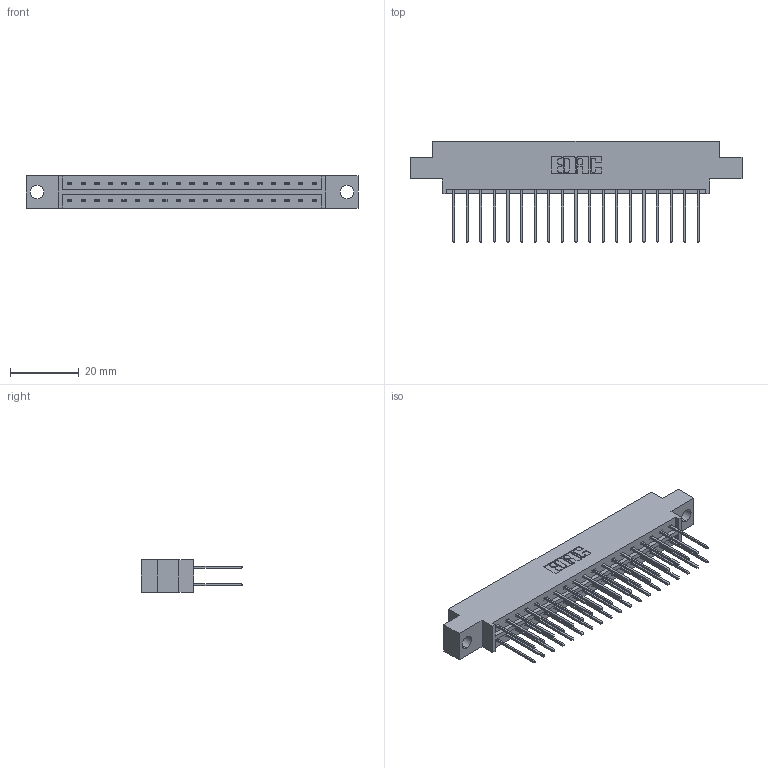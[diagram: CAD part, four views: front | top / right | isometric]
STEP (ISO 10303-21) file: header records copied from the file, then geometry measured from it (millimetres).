
FILE_DESCRIPTION (( 'STEP AP203' ), '1' );
FILE_NAME ('833-038-540-804.STEP', '2020-06-03T07:34:22', ( '' ), ( '' ), 'SwSTEP 2.0', 'SolidWorks 2020', '' );
FILE_SCHEMA (( 'CONFIG_CONTROL_DESIGN' ));
Length unit declared in the file: inch
Products named in the file (3): 345-292-001_345-293-140; 833-038-540-804; 833 Part_Offset - .156 Dia - TH
Assembly tree (39 placements, depth 2):
  833-038-540-804
    833 Part_Offset - .156 Dia - TH
    345-292-001_345-293-140  x38
Bounding box: 96.82 x 29.47 x 9.4 mm (x, y, z)
Volume: 9498.6 mm3; surface area: 11710 mm2
Topology: 39 solids, 39 shells, 2094 faces, 6213 edges, 4090 vertices
Faces by surface type: plane 1442, cylinder 652
Entity records: 15351 total; most frequent: CARTESIAN_POINT 2574, ORIENTED_EDGE 2510, DIRECTION 2239, EDGE_CURVE 1255, LINE 1127, VECTOR 1127, VERTEX_POINT 834, AXIS2_PLACEMENT_3D 556
